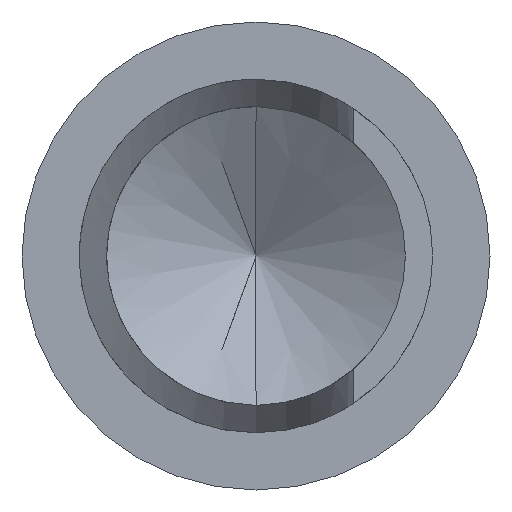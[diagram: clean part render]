
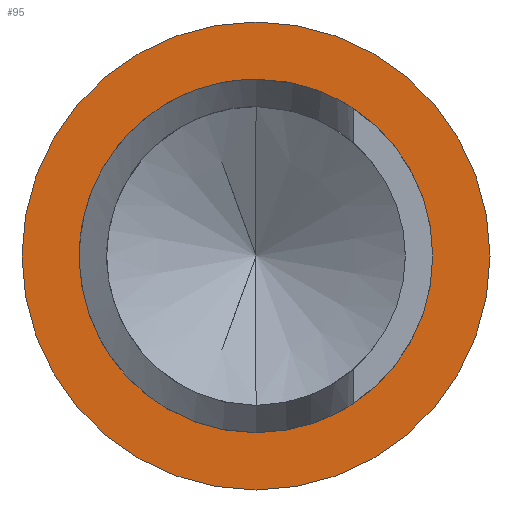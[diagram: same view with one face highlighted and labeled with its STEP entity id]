
A CAD part, front view. The second image highlights one B-rep face of the part: STEP entity #95.
In plain terms, the highlighted planar face has unit normal (0, -1, 0).
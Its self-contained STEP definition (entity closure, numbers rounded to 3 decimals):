
#14 = DIRECTION ( 'NONE',  ( 0., 0., 1. ) ) ;
#16 = EDGE_CURVE ( 'NONE', #918, #399, #560, .T. ) ;
#20 = PLANE ( 'NONE',  #125 ) ;
#34 = ORIENTED_EDGE ( 'NONE', *, *, #16, .T. ) ;
#38 = EDGE_CURVE ( 'NONE', #399, #918, #572, .T. ) ;
#83 = CARTESIAN_POINT ( 'NONE',  ( 0., -8.062, 0. ) ) ;
#95 = ADVANCED_FACE ( 'NONE', ( #971, #766 ), #20, .F. ) ;
#125 = AXIS2_PLACEMENT_3D ( 'NONE', #759, #356, #14 ) ;
#153 = EDGE_CURVE ( 'NONE', #454, #662, #267, .T. ) ;
#169 = ORIENTED_EDGE ( 'NONE', *, *, #38, .T. ) ;
#186 = AXIS2_PLACEMENT_3D ( 'NONE', #190, #683, #769 ) ;
#190 = CARTESIAN_POINT ( 'NONE',  ( 0., -8.062, 0. ) ) ;
#206 = AXIS2_PLACEMENT_3D ( 'NONE', #942, #608, #511 ) ;
#242 = DIRECTION ( 'NONE',  ( 0., 0., -1. ) ) ;
#250 = CARTESIAN_POINT ( 'NONE',  ( 0., -8.062, -0.71 ) ) ;
#258 = EDGE_LOOP ( 'NONE', ( #975, #553 ) ) ;
#267 = CIRCLE ( 'NONE', #186, 0.71 ) ;
#290 = CARTESIAN_POINT ( 'NONE',  ( 0., -8.062, 0.71 ) ) ;
#327 = CARTESIAN_POINT ( 'NONE',  ( 0., -8.062, 0.94 ) ) ;
#330 = CARTESIAN_POINT ( 'NONE',  ( 0., -8.062, -0.94 ) ) ;
#343 = AXIS2_PLACEMENT_3D ( 'NONE', #83, #844, #242 ) ;
#350 = DIRECTION ( 'NONE',  ( 0., 0., -1. ) ) ;
#356 = DIRECTION ( 'NONE',  ( 0., 1., 0. ) ) ;
#383 = CIRCLE ( 'NONE', #476, 0.71 ) ;
#399 = VERTEX_POINT ( 'NONE', #330 ) ;
#454 = VERTEX_POINT ( 'NONE', #250 ) ;
#476 = AXIS2_PLACEMENT_3D ( 'NONE', #1032, #765, #350 ) ;
#502 = EDGE_CURVE ( 'NONE', #662, #454, #383, .T. ) ;
#511 = DIRECTION ( 'NONE',  ( 0., 0., -1. ) ) ;
#553 = ORIENTED_EDGE ( 'NONE', *, *, #502, .F. ) ;
#560 = CIRCLE ( 'NONE', #343, 0.94 ) ;
#572 = CIRCLE ( 'NONE', #206, 0.94 ) ;
#608 = DIRECTION ( 'NONE',  ( 0., -1., 0. ) ) ;
#662 = VERTEX_POINT ( 'NONE', #290 ) ;
#678 = EDGE_LOOP ( 'NONE', ( #169, #34 ) ) ;
#683 = DIRECTION ( 'NONE',  ( 0., -1., 0. ) ) ;
#759 = CARTESIAN_POINT ( 'NONE',  ( -0.94, -8.062, 0. ) ) ;
#765 = DIRECTION ( 'NONE',  ( 0., -1., 0. ) ) ;
#766 = FACE_OUTER_BOUND ( 'NONE', #678, .T. ) ;
#769 = DIRECTION ( 'NONE',  ( 0., 0., -1. ) ) ;
#844 = DIRECTION ( 'NONE',  ( 0., -1., 0. ) ) ;
#918 = VERTEX_POINT ( 'NONE', #327 ) ;
#942 = CARTESIAN_POINT ( 'NONE',  ( 0., -8.062, 0. ) ) ;
#971 = FACE_BOUND ( 'NONE', #258, .T. ) ;
#975 = ORIENTED_EDGE ( 'NONE', *, *, #153, .F. ) ;
#1032 = CARTESIAN_POINT ( 'NONE',  ( 0., -8.062, 0. ) ) ;
